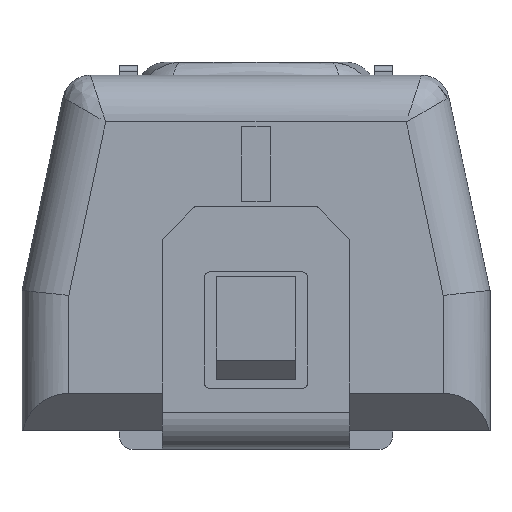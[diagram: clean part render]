
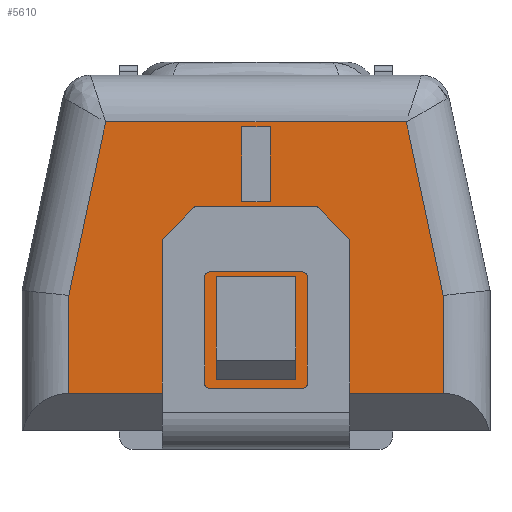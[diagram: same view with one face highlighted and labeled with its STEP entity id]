
A CAD part, left-side view. The second image highlights one B-rep face of the part: STEP entity #5610.
In plain terms, the highlighted planar face has unit normal (-1, 0, 0).
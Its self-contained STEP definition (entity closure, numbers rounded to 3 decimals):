
#310=FACE_BOUND('',#839,.T.);
#311=FACE_BOUND('',#840,.T.);
#524=FACE_OUTER_BOUND('',#838,.T.);
#838=EDGE_LOOP('',(#4418,#4419,#4420,#4421,#4422,#4423));
#839=EDGE_LOOP('',(#4424,#4425,#4426,#4427));
#840=EDGE_LOOP('',(#4428,#4429,#4430,#4431));
#1199=LINE('',#10822,#1783);
#1202=LINE('',#10827,#1786);
#1208=LINE('',#10841,#1792);
#1212=LINE('',#10848,#1796);
#1213=LINE('',#10851,#1797);
#1215=LINE('',#10854,#1799);
#1216=LINE('',#10857,#1800);
#1219=LINE('',#10862,#1803);
#1267=LINE('',#11025,#1851);
#1269=LINE('',#11031,#1853);
#1311=LINE('',#11187,#1895);
#1313=LINE('',#11194,#1897);
#1329=LINE('',#11233,#1913);
#1331=LINE('',#11236,#1915);
#1783=VECTOR('',#6560,10.);
#1786=VECTOR('',#6565,10.);
#1792=VECTOR('',#6575,10.);
#1796=VECTOR('',#6581,10.);
#1797=VECTOR('',#6584,10.);
#1799=VECTOR('',#6588,10.);
#1800=VECTOR('',#6591,10.);
#1803=VECTOR('',#6596,10.);
#1851=VECTOR('',#6696,10.);
#1853=VECTOR('',#6702,10.);
#1895=VECTOR('',#6796,10.);
#1897=VECTOR('',#6804,10.);
#1913=VECTOR('',#6838,10.);
#1915=VECTOR('',#6842,10.);
#2383=VERTEX_POINT('',#10819);
#2384=VERTEX_POINT('',#10821);
#2385=VERTEX_POINT('',#10825);
#2390=VERTEX_POINT('',#10838);
#2391=VERTEX_POINT('',#10840);
#2393=VERTEX_POINT('',#10846);
#2394=VERTEX_POINT('',#10850);
#2395=VERTEX_POINT('',#10856);
#2419=VERTEX_POINT('',#10955);
#2435=VERTEX_POINT('',#11021);
#2437=VERTEX_POINT('',#11029);
#2472=VERTEX_POINT('',#11180);
#2475=VERTEX_POINT('',#11185);
#2477=VERTEX_POINT('',#11192);
#3009=EDGE_CURVE('',#2384,#2383,#1199,.T.);
#3012=EDGE_CURVE('',#2383,#2385,#1202,.T.);
#3018=EDGE_CURVE('',#2391,#2390,#1208,.T.);
#3022=EDGE_CURVE('',#2390,#2393,#1212,.T.);
#3023=EDGE_CURVE('',#2394,#2384,#1213,.T.);
#3025=EDGE_CURVE('',#2385,#2394,#1215,.T.);
#3026=EDGE_CURVE('',#2395,#2391,#1216,.T.);
#3029=EDGE_CURVE('',#2393,#2395,#1219,.T.);
#3085=EDGE_CURVE('',#2435,#2419,#1267,.T.);
#3088=EDGE_CURVE('',#2437,#2435,#1269,.T.);
#3141=EDGE_CURVE('',#2475,#2472,#1311,.T.);
#3145=EDGE_CURVE('',#2477,#2475,#1313,.T.);
#3166=EDGE_CURVE('',#2472,#2437,#1329,.T.);
#3168=EDGE_CURVE('',#2419,#2477,#1331,.T.);
#4418=ORIENTED_EDGE('',*,*,#3141,.F.);
#4419=ORIENTED_EDGE('',*,*,#3145,.F.);
#4420=ORIENTED_EDGE('',*,*,#3168,.F.);
#4421=ORIENTED_EDGE('',*,*,#3085,.F.);
#4422=ORIENTED_EDGE('',*,*,#3088,.F.);
#4423=ORIENTED_EDGE('',*,*,#3166,.F.);
#4424=ORIENTED_EDGE('',*,*,#3012,.T.);
#4425=ORIENTED_EDGE('',*,*,#3025,.T.);
#4426=ORIENTED_EDGE('',*,*,#3023,.T.);
#4427=ORIENTED_EDGE('',*,*,#3009,.T.);
#4428=ORIENTED_EDGE('',*,*,#3026,.T.);
#4429=ORIENTED_EDGE('',*,*,#3018,.T.);
#4430=ORIENTED_EDGE('',*,*,#3022,.T.);
#4431=ORIENTED_EDGE('',*,*,#3029,.T.);
#5363=PLANE('',#5968);
#5610=ADVANCED_FACE('',(#524,#310,#311),#5363,.T.);
#5968=AXIS2_PLACEMENT_3D('',#11276,#6897,#6898);
#6560=DIRECTION('',(0.,-1.,0.));
#6565=DIRECTION('',(0.,0.,-1.));
#6575=DIRECTION('',(0.,1.,0.));
#6581=DIRECTION('',(0.,0.,1.));
#6584=DIRECTION('',(0.,0.,1.));
#6588=DIRECTION('',(0.,1.,0.));
#6591=DIRECTION('',(0.,0.,-1.));
#6596=DIRECTION('',(0.,-1.,0.));
#6696=DIRECTION('',(0.,-1.,0.));
#6702=DIRECTION('',(0.,-0.208,0.978));
#6796=DIRECTION('',(0.,1.,0.));
#6804=DIRECTION('',(0.,0.,-1.));
#6838=DIRECTION('',(0.,0.,1.));
#6842=DIRECTION('',(0.,-0.208,-0.978));
#6897=DIRECTION('center_axis',(-1.,0.,0.));
#6898=DIRECTION('ref_axis',(0.,-1.,0.));
#10819=CARTESIAN_POINT('',(-4.5,-0.15,3.25));
#10821=CARTESIAN_POINT('',(-4.5,0.15,3.25));
#10822=CARTESIAN_POINT('',(-4.5,1.325,3.25));
#10825=CARTESIAN_POINT('',(-4.5,-0.15,2.45));
#10827=CARTESIAN_POINT('',(-4.5,-0.15,1.625));
#10838=CARTESIAN_POINT('',(-4.5,0.425,0.55));
#10840=CARTESIAN_POINT('',(-4.5,-0.425,0.55));
#10841=CARTESIAN_POINT('',(-4.5,1.038,0.55));
#10846=CARTESIAN_POINT('',(-4.5,0.425,1.65));
#10848=CARTESIAN_POINT('',(-4.5,0.425,0.275));
#10850=CARTESIAN_POINT('',(-4.5,0.15,2.45));
#10851=CARTESIAN_POINT('',(-4.5,0.15,1.225));
#10854=CARTESIAN_POINT('',(-4.5,1.175,2.45));
#10856=CARTESIAN_POINT('',(-4.5,-0.425,1.65));
#10857=CARTESIAN_POINT('',(-4.5,-0.425,0.825));
#10862=CARTESIAN_POINT('',(-4.5,1.463,1.65));
#10955=CARTESIAN_POINT('',(-4.5,-1.606,3.3));
#11021=CARTESIAN_POINT('',(-4.5,1.606,3.3));
#11025=CARTESIAN_POINT('',(-4.5,0.244,3.3));
#11029=CARTESIAN_POINT('',(-4.5,2.,1.447));
#11031=CARTESIAN_POINT('',(-4.5,1.919,1.828));
#11180=CARTESIAN_POINT('',(-4.5,2.,0.4));
#11185=CARTESIAN_POINT('',(-4.5,-2.,0.4));
#11187=CARTESIAN_POINT('',(-4.5,1.25,0.4));
#11192=CARTESIAN_POINT('',(-4.5,-2.,1.447));
#11194=CARTESIAN_POINT('',(-4.5,-2.,0.));
#11233=CARTESIAN_POINT('',(-4.5,2.,0.));
#11236=CARTESIAN_POINT('',(-4.5,-2.055,1.187));
#11276=CARTESIAN_POINT('Origin',(-4.5,2.5,0.));
